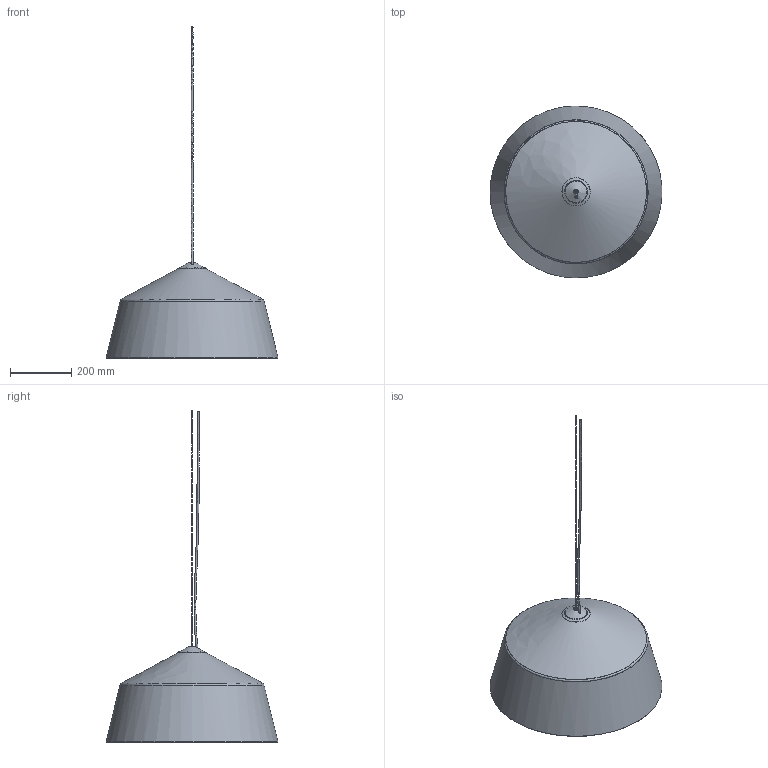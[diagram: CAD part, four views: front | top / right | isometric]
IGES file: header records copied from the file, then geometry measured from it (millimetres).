
Global section: file name:Circus Large.igs; native system: Rhinoceros ( Dec 15 2008 ); preprocessor: Trout Lake IGES 012 Dec 15 2008; date: 110601.151851; units: millimetre
Bounding box: 559.45 x 559.57 x 1080.26 mm (x, y, z)
Surface area: 1074876.2 mm2 (no closed solid volume)
Topology: 0 solids, 0 shells, 31 faces, 137 edges, 131 vertices
Faces by surface type: bspline 31
